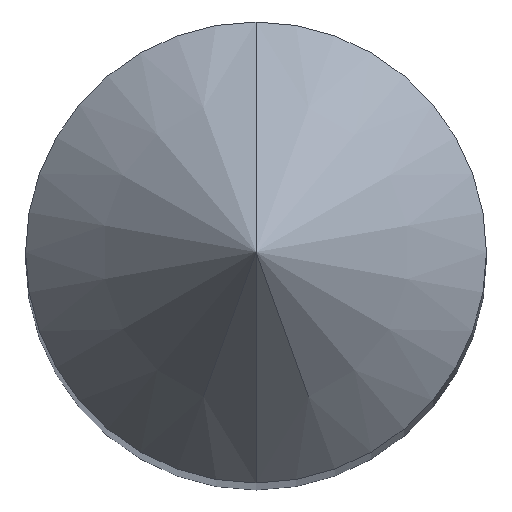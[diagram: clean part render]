
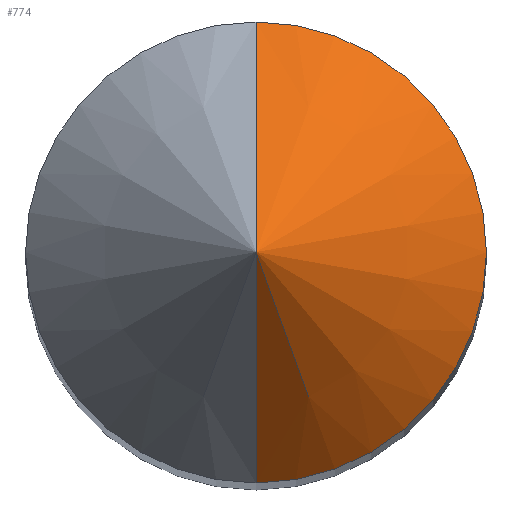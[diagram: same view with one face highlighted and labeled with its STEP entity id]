
A CAD part, top view. The second image highlights one B-rep face of the part: STEP entity #774.
In plain terms, the highlighted conical face has half-angle 42.5 degrees and reference radius 1.79 mm.
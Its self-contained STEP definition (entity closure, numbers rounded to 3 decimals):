
#660 = CYLINDRICAL_SURFACE('',#661,1.791);
#661 = AXIS2_PLACEMENT_3D('',#662,#663,#664);
#662 = CARTESIAN_POINT('',(0.,0.,-33.254));
#663 = DIRECTION('',(0.,0.,1.));
#664 = DIRECTION('',(0.,-1.,0.));
#698 = VERTEX_POINT('',#699);
#699 = CARTESIAN_POINT('',(0.,1.791,-1.954));
#725 = EDGE_CURVE('',#726,#698,#728,.T.);
#726 = VERTEX_POINT('',#727);
#727 = CARTESIAN_POINT('',(0.,-1.791,-1.954));
#728 = SURFACE_CURVE('',#729,(#734,#741),.PCURVE_S1.);
#729 = CIRCLE('',#730,1.791);
#730 = AXIS2_PLACEMENT_3D('',#731,#732,#733);
#731 = CARTESIAN_POINT('',(0.,0.,-1.954));
#732 = DIRECTION('',(0.,0.,1.));
#733 = DIRECTION('',(0.,-1.,0.));
#734 = PCURVE('',#660,#735);
#735 = DEFINITIONAL_REPRESENTATION('',(#736),#740);
#736 = LINE('',#737,#738);
#737 = CARTESIAN_POINT('',(0.,31.3));
#738 = VECTOR('',#739,1.);
#739 = DIRECTION('',(1.,0.));
#740 = ( GEOMETRIC_REPRESENTATION_CONTEXT(2) 
PARAMETRIC_REPRESENTATION_CONTEXT() REPRESENTATION_CONTEXT('2D SPACE',''
  ) );
#741 = PCURVE('',#742,#747);
#742 = CONICAL_SURFACE('',#743,1.791,0.742);
#743 = AXIS2_PLACEMENT_3D('',#744,#745,#746);
#744 = CARTESIAN_POINT('',(0.,0.,-1.954));
#745 = DIRECTION('',(-0.,-0.,-1.));
#746 = DIRECTION('',(0.,-1.,0.));
#747 = DEFINITIONAL_REPRESENTATION('',(#748),#752);
#748 = LINE('',#749,#750);
#749 = CARTESIAN_POINT('',(-0.,-0.));
#750 = VECTOR('',#751,1.);
#751 = DIRECTION('',(-1.,-0.));
#752 = ( GEOMETRIC_REPRESENTATION_CONTEXT(2) 
PARAMETRIC_REPRESENTATION_CONTEXT() REPRESENTATION_CONTEXT('2D SPACE',''
  ) );
#774 = ADVANCED_FACE('',(#775),#742,.T.);
#775 = FACE_BOUND('',#776,.T.);
#776 = EDGE_LOOP('',(#777,#778,#806));
#777 = ORIENTED_EDGE('',*,*,#725,.T.);
#778 = ORIENTED_EDGE('',*,*,#779,.T.);
#779 = EDGE_CURVE('',#698,#780,#782,.T.);
#780 = VERTEX_POINT('',#781);
#781 = CARTESIAN_POINT('',(0.,0.,0.));
#782 = SURFACE_CURVE('',#783,(#787,#794),.PCURVE_S1.);
#783 = LINE('',#784,#785);
#784 = CARTESIAN_POINT('',(0.,1.791,-1.954));
#785 = VECTOR('',#786,1.);
#786 = DIRECTION('',(0.,-0.676,0.737)
  );
#787 = PCURVE('',#742,#788);
#788 = DEFINITIONAL_REPRESENTATION('',(#789),#793);
#789 = LINE('',#790,#791);
#790 = CARTESIAN_POINT('',(-3.142,-0.));
#791 = VECTOR('',#792,1.);
#792 = DIRECTION('',(-0.,-1.));
#793 = ( GEOMETRIC_REPRESENTATION_CONTEXT(2) 
PARAMETRIC_REPRESENTATION_CONTEXT() REPRESENTATION_CONTEXT('2D SPACE',''
  ) );
#794 = PCURVE('',#795,#800);
#795 = CONICAL_SURFACE('',#796,1.791,0.742);
#796 = AXIS2_PLACEMENT_3D('',#797,#798,#799);
#797 = CARTESIAN_POINT('',(0.,0.,-1.954));
#798 = DIRECTION('',(-0.,-0.,-1.));
#799 = DIRECTION('',(0.,-1.,0.));
#800 = DEFINITIONAL_REPRESENTATION('',(#801),#805);
#801 = LINE('',#802,#803);
#802 = CARTESIAN_POINT('',(3.142,-0.));
#803 = VECTOR('',#804,1.);
#804 = DIRECTION('',(0.,-1.));
#805 = ( GEOMETRIC_REPRESENTATION_CONTEXT(2) 
PARAMETRIC_REPRESENTATION_CONTEXT() REPRESENTATION_CONTEXT('2D SPACE',''
  ) );
#806 = ORIENTED_EDGE('',*,*,#807,.F.);
#807 = EDGE_CURVE('',#726,#780,#808,.T.);
#808 = SURFACE_CURVE('',#809,(#813,#820),.PCURVE_S1.);
#809 = LINE('',#810,#811);
#810 = CARTESIAN_POINT('',(0.,-1.791,-1.954));
#811 = VECTOR('',#812,1.);
#812 = DIRECTION('',(0.,0.676,0.737));
#813 = PCURVE('',#742,#814);
#814 = DEFINITIONAL_REPRESENTATION('',(#815),#819);
#815 = LINE('',#816,#817);
#816 = CARTESIAN_POINT('',(-0.,-0.));
#817 = VECTOR('',#818,1.);
#818 = DIRECTION('',(-0.,-1.));
#819 = ( GEOMETRIC_REPRESENTATION_CONTEXT(2) 
PARAMETRIC_REPRESENTATION_CONTEXT() REPRESENTATION_CONTEXT('2D SPACE',''
  ) );
#820 = PCURVE('',#795,#821);
#821 = DEFINITIONAL_REPRESENTATION('',(#822),#826);
#822 = LINE('',#823,#824);
#823 = CARTESIAN_POINT('',(0.,-0.));
#824 = VECTOR('',#825,1.);
#825 = DIRECTION('',(0.,-1.));
#826 = ( GEOMETRIC_REPRESENTATION_CONTEXT(2) 
PARAMETRIC_REPRESENTATION_CONTEXT() REPRESENTATION_CONTEXT('2D SPACE',''
  ) );
